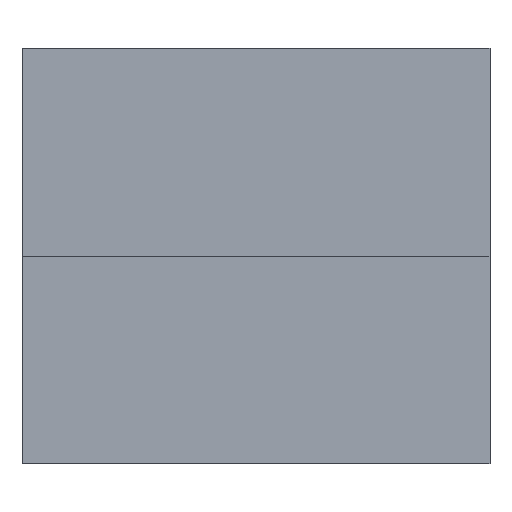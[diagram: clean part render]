
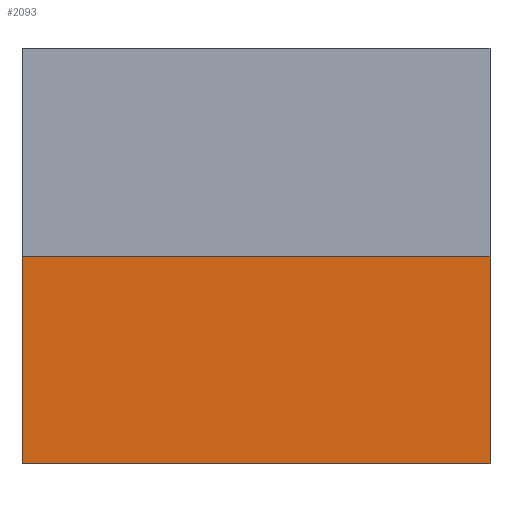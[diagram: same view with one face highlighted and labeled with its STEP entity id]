
A CAD part, front view. The second image highlights one B-rep face of the part: STEP entity #2093.
In plain terms, the highlighted planar face has unit normal (0, -1, 0).
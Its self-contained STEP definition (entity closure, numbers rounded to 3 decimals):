
#80 = CARTESIAN_POINT ( 'NONE',  ( 6.636, -74.741, -20. ) ) ;
#165 = DIRECTION ( 'NONE',  ( 1., 0., 0. ) ) ;
#205 = EDGE_CURVE ( 'NONE', #1285, #2285, #2011, .T. ) ;
#208 = CARTESIAN_POINT ( 'NONE',  ( 51.636, -74.741, 20. ) ) ;
#285 = DIRECTION ( 'NONE',  ( 0., 0., 1. ) ) ;
#303 = ORIENTED_EDGE ( 'NONE', *, *, #205, .T. ) ;
#343 = DIRECTION ( 'NONE',  ( 1., 0., 0. ) ) ;
#446 = CARTESIAN_POINT ( 'NONE',  ( 6.636, -74.741, 20. ) ) ;
#457 = ORIENTED_EDGE ( 'NONE', *, *, #617, .F. ) ;
#483 = VECTOR ( 'NONE', #1801, 1000. ) ;
#534 = ORIENTED_EDGE ( 'NONE', *, *, #1203, .F. ) ;
#617 = EDGE_CURVE ( 'NONE', #2200, #1579, #884, .T. ) ;
#629 = LINE ( 'NONE', #446, #483 ) ;
#772 = DIRECTION ( 'NONE',  ( 0., 0., -1. ) ) ;
#884 = LINE ( 'NONE', #2209, #1755 ) ;
#921 = CARTESIAN_POINT ( 'NONE',  ( 51.636, -74.741, -20. ) ) ;
#934 = ORIENTED_EDGE ( 'NONE', *, *, #1333, .T. ) ;
#1052 = VECTOR ( 'NONE', #772, 1000. ) ;
#1184 = VECTOR ( 'NONE', #343, 1000. ) ;
#1203 = EDGE_CURVE ( 'NONE', #1579, #2285, #1500, .T. ) ;
#1285 = VERTEX_POINT ( 'NONE', #80 ) ;
#1333 = EDGE_CURVE ( 'NONE', #2200, #1285, #629, .T. ) ;
#1500 = LINE ( 'NONE', #208, #1052 ) ;
#1579 = VERTEX_POINT ( 'NONE', #1714 ) ;
#1714 = CARTESIAN_POINT ( 'NONE',  ( 51.636, -74.741, 0. ) ) ;
#1744 = CARTESIAN_POINT ( 'NONE',  ( 6.636, -74.741, 0. ) ) ;
#1755 = VECTOR ( 'NONE', #165, 1000. ) ;
#1764 = PLANE ( 'NONE',  #2248 ) ;
#1801 = DIRECTION ( 'NONE',  ( 0., 0., -1. ) ) ;
#2011 = LINE ( 'NONE', #921, #1184 ) ;
#2026 = EDGE_LOOP ( 'NONE', ( #457, #934, #303, #534 ) ) ;
#2093 = ADVANCED_FACE ( 'NONE', ( #2155 ), #1764, .F. ) ;
#2140 = DIRECTION ( 'NONE',  ( 0., 1., 0. ) ) ;
#2155 = FACE_OUTER_BOUND ( 'NONE', #2026, .T. ) ;
#2200 = VERTEX_POINT ( 'NONE', #1744 ) ;
#2204 = CARTESIAN_POINT ( 'NONE',  ( 51.636, -74.741, -20. ) ) ;
#2209 = CARTESIAN_POINT ( 'NONE',  ( 51.636, -74.741, 0. ) ) ;
#2248 = AXIS2_PLACEMENT_3D ( 'NONE', #2330, #2140, #285 ) ;
#2285 = VERTEX_POINT ( 'NONE', #2204 ) ;
#2330 = CARTESIAN_POINT ( 'NONE',  ( 51.636, -74.741, 20. ) ) ;
